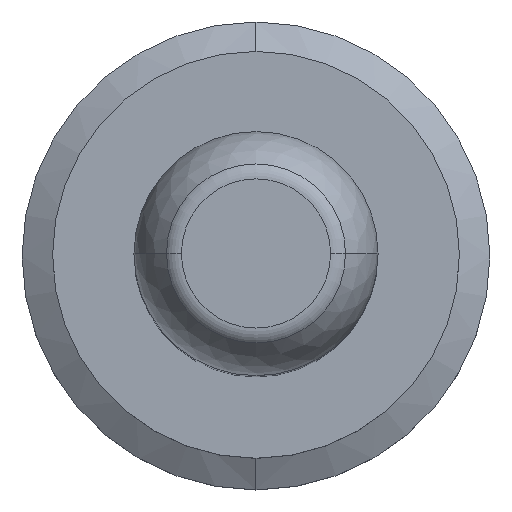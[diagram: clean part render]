
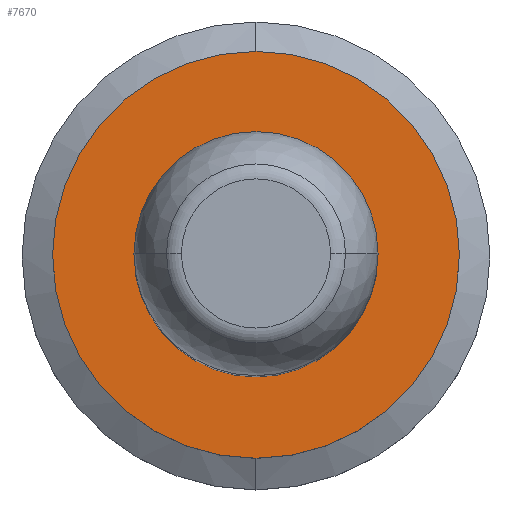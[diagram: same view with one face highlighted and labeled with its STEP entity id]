
A CAD part, top view. The second image highlights one B-rep face of the part: STEP entity #7670.
In plain terms, the highlighted planar face has unit normal (0, 0, 1).
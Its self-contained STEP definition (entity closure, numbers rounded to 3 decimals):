
#1630=CARTESIAN_POINT('',(4.968,19.234,16.7));
#1640=VERTEX_POINT('',#1630);
#1670=CARTESIAN_POINT('',(4.968,14.234,16.7));
#1680=DIRECTION('',(0.,0.,1.));
#1690=DIRECTION('',(0.,1.,0.));
#1700=AXIS2_PLACEMENT_3D('',#1670,#1680,#1690);
#1710=CIRCLE('',#1700,5.);
#1720=CARTESIAN_POINT('',(4.968,9.234,16.7));
#1730=VERTEX_POINT('',#1720);
#1740=EDGE_CURVE('',#1640,#1730,#1710,.T.);
#5600=CARTESIAN_POINT('',(4.968,17.234,16.7));
#5610=VERTEX_POINT('',#5600);
#5640=CARTESIAN_POINT('',(4.968,14.234,16.7));
#5650=DIRECTION('',(0.,0.,-1.));
#5660=DIRECTION('',(0.,-1.,0.));
#5670=AXIS2_PLACEMENT_3D('',#5640,#5650,#5660);
#5680=CIRCLE('',#5670,3.);
#5690=CARTESIAN_POINT('',(4.968,11.234,16.7));
#5700=VERTEX_POINT('',#5690);
#5710=EDGE_CURVE('',#5610,#5700,#5680,.T.);
#7520=CARTESIAN_POINT('',(4.968,9.075,16.7));
#7530=DIRECTION('',(0.,0.,-1.));
#7540=DIRECTION('',(0.,-1.,0.));
#7550=AXIS2_PLACEMENT_3D('',#7520,#7530,#7540);
#7560=PLANE('',#7550);
#7570=EDGE_CURVE('',#5700,#5610,#5680,.T.);
#7580=ORIENTED_EDGE('',*,*,#7570,.T.);
#7590=ORIENTED_EDGE('',*,*,#5710,.T.);
#7600=EDGE_LOOP('',(#7590,#7580));
#7610=FACE_BOUND('',#7600,.T.);
#7620=EDGE_CURVE('',#1730,#1640,#1710,.T.);
#7630=ORIENTED_EDGE('',*,*,#7620,.T.);
#7640=ORIENTED_EDGE('',*,*,#1740,.T.);
#7650=EDGE_LOOP('',(#7640,#7630));
#7660=FACE_OUTER_BOUND('',#7650,.T.);
#7670=ADVANCED_FACE('',(#7610,#7660),#7560,.F.);
